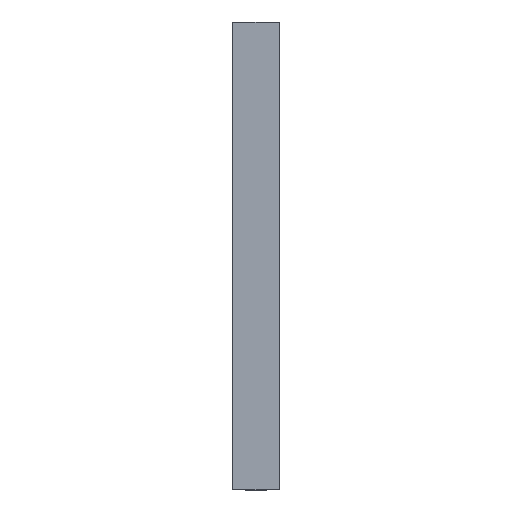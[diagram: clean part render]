
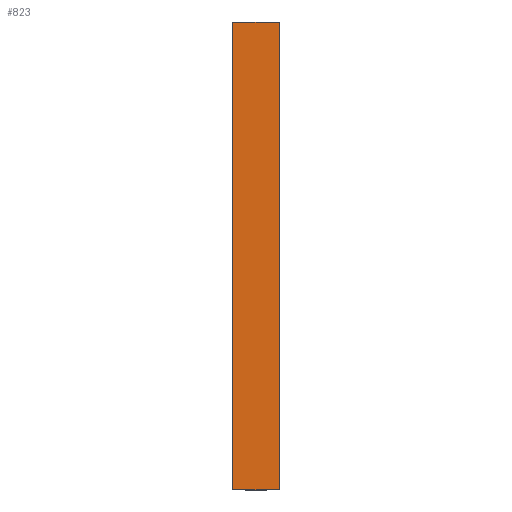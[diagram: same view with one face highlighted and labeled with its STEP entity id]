
A CAD part, left-side view. The second image highlights one B-rep face of the part: STEP entity #823.
In plain terms, the highlighted planar face has unit normal (-1, 0, 0).
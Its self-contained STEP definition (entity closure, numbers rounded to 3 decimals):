
#160 = ORIENTED_EDGE ( 'NONE', *, *, #407, .F. ) ;
#183 = CARTESIAN_POINT ( 'NONE',  ( -75., 5., -50. ) ) ;
#193 = ORIENTED_EDGE ( 'NONE', *, *, #1587, .T. ) ;
#351 = CARTESIAN_POINT ( 'NONE',  ( -75., 5., -50. ) ) ;
#382 = PLANE ( 'NONE',  #427 ) ;
#407 = EDGE_CURVE ( 'NONE', #481, #955, #1644, .T. ) ;
#427 = AXIS2_PLACEMENT_3D ( 'NONE', #1363, #1067, #1481 ) ;
#446 = VERTEX_POINT ( 'NONE', #804 ) ;
#453 = EDGE_CURVE ( 'NONE', #446, #955, #630, .T. ) ;
#481 = VERTEX_POINT ( 'NONE', #1828 ) ;
#502 = EDGE_LOOP ( 'NONE', ( #1256, #160, #1450, #193 ) ) ;
#504 = DIRECTION ( 'NONE',  ( 0., -1., 0. ) ) ;
#545 = LINE ( 'NONE', #574, #1323 ) ;
#574 = CARTESIAN_POINT ( 'NONE',  ( -75., 5., -50. ) ) ;
#630 = LINE ( 'NONE', #1766, #986 ) ;
#796 = CARTESIAN_POINT ( 'NONE',  ( -75., 5., 50. ) ) ;
#804 = CARTESIAN_POINT ( 'NONE',  ( -75., -5., -50. ) ) ;
#823 = ADVANCED_FACE ( 'NONE', ( #1490 ), #382, .F. ) ;
#955 = VERTEX_POINT ( 'NONE', #1110 ) ;
#986 = VECTOR ( 'NONE', #1536, 1000. ) ;
#1020 = VECTOR ( 'NONE', #504, 1000. ) ;
#1067 = DIRECTION ( 'NONE',  ( 1., 0., 0. ) ) ;
#1110 = CARTESIAN_POINT ( 'NONE',  ( -75., -5., 50. ) ) ;
#1256 = ORIENTED_EDGE ( 'NONE', *, *, #453, .T. ) ;
#1323 = VECTOR ( 'NONE', #1409, 1000. ) ;
#1363 = CARTESIAN_POINT ( 'NONE',  ( -75., 5., -50. ) ) ;
#1409 = DIRECTION ( 'NONE',  ( 0., 0., 1. ) ) ;
#1450 = ORIENTED_EDGE ( 'NONE', *, *, #1757, .F. ) ;
#1469 = VERTEX_POINT ( 'NONE', #183 ) ;
#1476 = LINE ( 'NONE', #351, #1823 ) ;
#1481 = DIRECTION ( 'NONE',  ( 0., 0., -1. ) ) ;
#1490 = FACE_OUTER_BOUND ( 'NONE', #502, .T. ) ;
#1536 = DIRECTION ( 'NONE',  ( 0., 0., 1. ) ) ;
#1587 = EDGE_CURVE ( 'NONE', #1469, #446, #1476, .T. ) ;
#1644 = LINE ( 'NONE', #796, #1020 ) ;
#1730 = DIRECTION ( 'NONE',  ( 0., -1., 0. ) ) ;
#1757 = EDGE_CURVE ( 'NONE', #1469, #481, #545, .T. ) ;
#1766 = CARTESIAN_POINT ( 'NONE',  ( -75., -5., -50. ) ) ;
#1823 = VECTOR ( 'NONE', #1730, 1000. ) ;
#1828 = CARTESIAN_POINT ( 'NONE',  ( -75., 5., 50. ) ) ;
